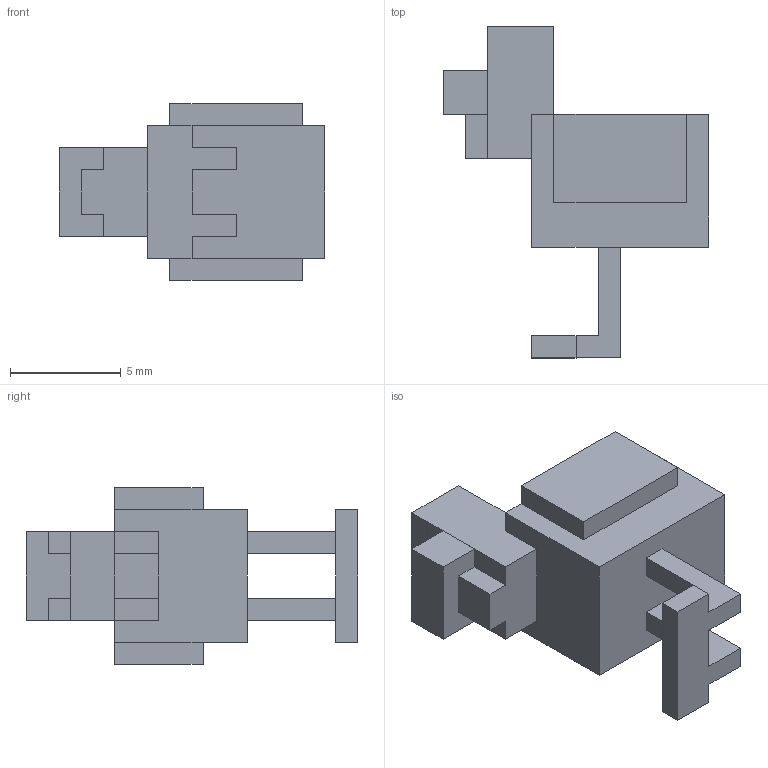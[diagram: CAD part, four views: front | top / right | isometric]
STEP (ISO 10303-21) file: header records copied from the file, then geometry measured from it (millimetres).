
FILE_DESCRIPTION(/* description */ (''),/* implementation_level */ '2;1');
FILE_NAME(/* name */ 'duck.step',/* time_stamp */ '2025-11-05T16:05:16-08:00',/* author */ (''),/* organization */ (''),/* preprocessor_version */ 'ST-DEVELOPER v20.1',/* originating_system */ 'Autodesk Translation Framework v14.17.0.0',/* authorisation */ '');
FILE_SCHEMA (('AUTOMOTIVE_DESIGN { 1 0 10303 214 3 1 1 }'));
Length unit declared in the file: millimetre
Products named in the file (1): 零件5ipt
Bounding box: 12 x 15 x 8 mm (x, y, z)
Volume: 444 mm3; surface area: 496 mm2
Topology: 1 solids, 1 shells, 58 faces, 166 edges, 110 vertices
Faces by surface type: plane 58
Entity records: 1960 total; most frequent: CARTESIAN_POINT 335, ORIENTED_EDGE 332, DIRECTION 284, LINE 166, VECTOR 166, EDGE_CURVE 166, VERTEX_POINT 110, EDGE_LOOP 60
